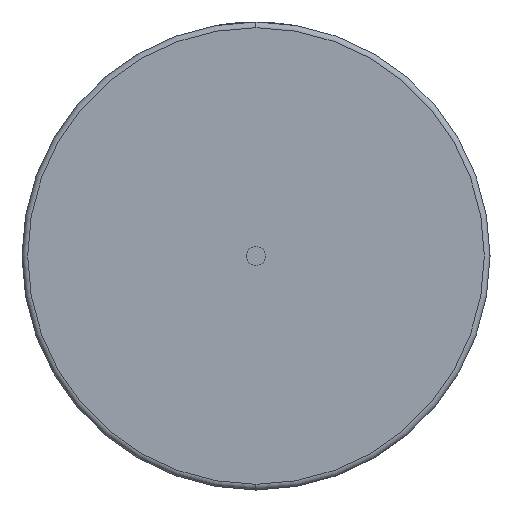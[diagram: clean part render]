
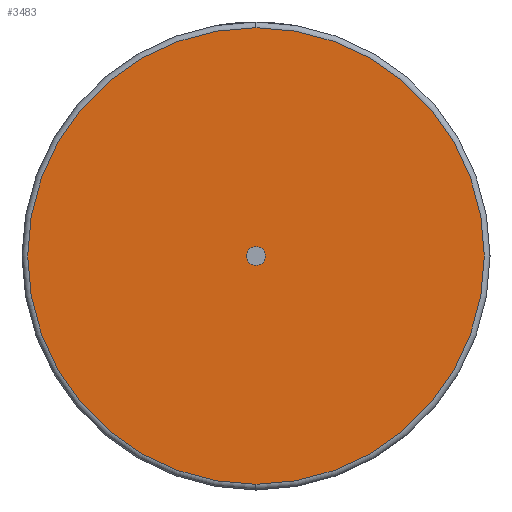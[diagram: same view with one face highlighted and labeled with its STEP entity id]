
A CAD part, left-side view. The second image highlights one B-rep face of the part: STEP entity #3483.
In plain terms, the highlighted planar face has unit normal (-1, 0, 0).
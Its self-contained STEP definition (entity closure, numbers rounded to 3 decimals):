
#213 = CARTESIAN_POINT ( 'NONE',  ( 0., 0., 0. ) ) ;
#666 = ORIENTED_EDGE ( 'NONE', *, *, #2966, .F. ) ;
#721 = CIRCLE ( 'NONE', #1920, 10. ) ;
#1025 = CIRCLE ( 'NONE', #1900, 0.415 ) ;
#1096 = AXIS2_PLACEMENT_3D ( 'NONE', #1325, #3913, #4291 ) ;
#1103 = VERTEX_POINT ( 'NONE', #4326 ) ;
#1272 = PLANE ( 'NONE',  #1527 ) ;
#1302 = DIRECTION ( 'NONE',  ( 0., 0., -1. ) ) ;
#1325 = CARTESIAN_POINT ( 'NONE',  ( 0., 0., 0. ) ) ;
#1360 = ORIENTED_EDGE ( 'NONE', *, *, #3482, .T. ) ;
#1527 = AXIS2_PLACEMENT_3D ( 'NONE', #3540, #3562, #4657 ) ;
#1625 = EDGE_CURVE ( 'NONE', #1103, #2459, #721, .T. ) ;
#1627 = AXIS2_PLACEMENT_3D ( 'NONE', #213, #4634, #1302 ) ;
#1772 = CIRCLE ( 'NONE', #1096, 10. ) ;
#1786 = CARTESIAN_POINT ( 'NONE',  ( 0., 0., 0.415 ) ) ;
#1800 = VERTEX_POINT ( 'NONE', #1786 ) ;
#1900 = AXIS2_PLACEMENT_3D ( 'NONE', #3695, #3289, #4443 ) ;
#1920 = AXIS2_PLACEMENT_3D ( 'NONE', #4199, #1927, #4523 ) ;
#1927 = DIRECTION ( 'NONE',  ( -1., 0., 0. ) ) ;
#2139 = EDGE_LOOP ( 'NONE', ( #2171, #666 ) ) ;
#2171 = ORIENTED_EDGE ( 'NONE', *, *, #3980, .F. ) ;
#2459 = VERTEX_POINT ( 'NONE', #2633 ) ;
#2633 = CARTESIAN_POINT ( 'NONE',  ( 0., 0., 10. ) ) ;
#2808 = CIRCLE ( 'NONE', #1627, 0.415 ) ;
#2966 = EDGE_CURVE ( 'NONE', #1800, #3121, #1025, .T. ) ;
#3121 = VERTEX_POINT ( 'NONE', #3405 ) ;
#3289 = DIRECTION ( 'NONE',  ( -1., 0., 0. ) ) ;
#3405 = CARTESIAN_POINT ( 'NONE',  ( 0., 0., -0.415 ) ) ;
#3482 = EDGE_CURVE ( 'NONE', #2459, #1103, #1772, .T. ) ;
#3483 = ADVANCED_FACE ( 'NONE', ( #4620, #4161 ), #1272, .F. ) ;
#3540 = CARTESIAN_POINT ( 'NONE',  ( 0., 0., 0. ) ) ;
#3562 = DIRECTION ( 'NONE',  ( 1., 0., 0. ) ) ;
#3695 = CARTESIAN_POINT ( 'NONE',  ( 0., 0., 0. ) ) ;
#3913 = DIRECTION ( 'NONE',  ( -1., 0., 0. ) ) ;
#3980 = EDGE_CURVE ( 'NONE', #3121, #1800, #2808, .T. ) ;
#3997 = ORIENTED_EDGE ( 'NONE', *, *, #1625, .T. ) ;
#4140 = EDGE_LOOP ( 'NONE', ( #3997, #1360 ) ) ;
#4161 = FACE_BOUND ( 'NONE', #2139, .T. ) ;
#4199 = CARTESIAN_POINT ( 'NONE',  ( 0., 0., 0. ) ) ;
#4291 = DIRECTION ( 'NONE',  ( 0., 0., -1. ) ) ;
#4326 = CARTESIAN_POINT ( 'NONE',  ( 0., 0., -10. ) ) ;
#4443 = DIRECTION ( 'NONE',  ( 0., 0., -1. ) ) ;
#4523 = DIRECTION ( 'NONE',  ( 0., 0., -1. ) ) ;
#4620 = FACE_OUTER_BOUND ( 'NONE', #4140, .T. ) ;
#4634 = DIRECTION ( 'NONE',  ( -1., 0., 0. ) ) ;
#4657 = DIRECTION ( 'NONE',  ( 0., 0., -1. ) ) ;
